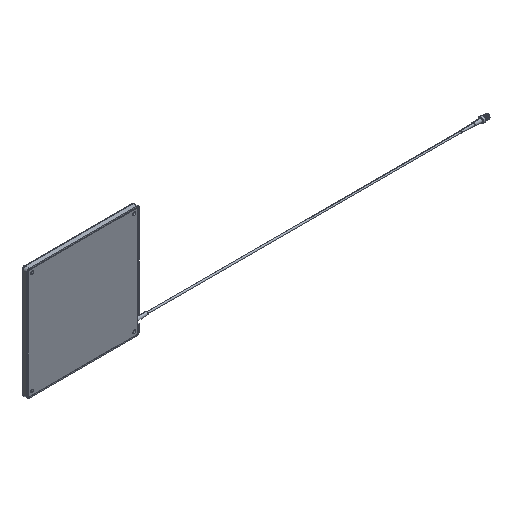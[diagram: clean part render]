
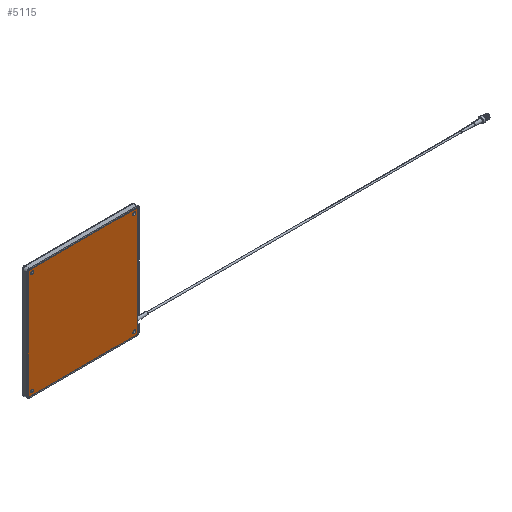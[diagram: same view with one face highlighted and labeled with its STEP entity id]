
A CAD part, isometric view. The second image highlights one B-rep face of the part: STEP entity #5115.
In plain terms, the highlighted planar face has unit normal (0, -1, 0).
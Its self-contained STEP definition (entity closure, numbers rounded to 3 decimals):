
#19 = CARTESIAN_POINT ( 'NONE',  ( 152., -0.25, -149.5 ) ) ;
#59 = FACE_BOUND ( 'NONE', #4457, .T. ) ;
#69 = EDGE_LOOP ( 'NONE', ( #1221, #6257 ) ) ;
#125 = FACE_BOUND ( 'NONE', #1688, .T. ) ;
#175 = AXIS2_PLACEMENT_3D ( 'NONE', #468, #426, #6209 ) ;
#178 = AXIS2_PLACEMENT_3D ( 'NONE', #4238, #1102, #382 ) ;
#233 = DIRECTION ( 'NONE',  ( 0., 0., 1. ) ) ;
#382 = DIRECTION ( 'NONE',  ( 0., 0., 1. ) ) ;
#390 = CARTESIAN_POINT ( 'NONE',  ( 152., -0.25, -149.5 ) ) ;
#426 = DIRECTION ( 'NONE',  ( 0., 1., 0. ) ) ;
#468 = CARTESIAN_POINT ( 'NONE',  ( 7., -0.25, -147. ) ) ;
#641 = CARTESIAN_POINT ( 'NONE',  ( 4.5, -0.25, -152. ) ) ;
#644 = VECTOR ( 'NONE', #3546, 1000. ) ;
#671 = DIRECTION ( 'NONE',  ( 0., 0., 1. ) ) ;
#759 = EDGE_CURVE ( 'NONE', #3872, #3160, #5826, .T. ) ;
#787 = EDGE_CURVE ( 'NONE', #6293, #4328, #3176, .T. ) ;
#839 = ORIENTED_EDGE ( 'NONE', *, *, #3258, .T. ) ;
#854 = AXIS2_PLACEMENT_3D ( 'NONE', #6002, #2032, #1404 ) ;
#920 = DIRECTION ( 'NONE',  ( 0., 0., 1. ) ) ;
#932 = CARTESIAN_POINT ( 'NONE',  ( 147., -0.25, -145. ) ) ;
#952 = CARTESIAN_POINT ( 'NONE',  ( 147., -0.25, -9. ) ) ;
#960 = VERTEX_POINT ( 'NONE', #5825 ) ;
#1026 = EDGE_CURVE ( 'NONE', #3853, #2254, #1301, .T. ) ;
#1052 = ORIENTED_EDGE ( 'NONE', *, *, #2426, .F. ) ;
#1058 = ORIENTED_EDGE ( 'NONE', *, *, #2252, .F. ) ;
#1079 = LINE ( 'NONE', #19, #3583 ) ;
#1102 = DIRECTION ( 'NONE',  ( 0., 1., 0. ) ) ;
#1108 = ORIENTED_EDGE ( 'NONE', *, *, #787, .F. ) ;
#1128 = CARTESIAN_POINT ( 'NONE',  ( 152., -0.25, -4.5 ) ) ;
#1200 = CARTESIAN_POINT ( 'NONE',  ( 149.5, -0.25, -4.5 ) ) ;
#1221 = ORIENTED_EDGE ( 'NONE', *, *, #1868, .T. ) ;
#1301 = CIRCLE ( 'NONE', #178, 2. ) ;
#1345 = DIRECTION ( 'NONE',  ( 0., 1., 0. ) ) ;
#1350 = EDGE_LOOP ( 'NONE', ( #1978, #3402 ) ) ;
#1404 = DIRECTION ( 'NONE',  ( 0., 0., 1. ) ) ;
#1435 = DIRECTION ( 'NONE',  ( 0., 0., 1. ) ) ;
#1476 = VERTEX_POINT ( 'NONE', #1840 ) ;
#1688 = EDGE_LOOP ( 'NONE', ( #4439, #839 ) ) ;
#1740 = DIRECTION ( 'NONE',  ( 0., 1., 0. ) ) ;
#1781 = EDGE_CURVE ( 'NONE', #6481, #4684, #3510, .T. ) ;
#1794 = CARTESIAN_POINT ( 'NONE',  ( 147., -0.25, -7. ) ) ;
#1800 = CIRCLE ( 'NONE', #2338, 2.5 ) ;
#1840 = CARTESIAN_POINT ( 'NONE',  ( 7., -0.25, -149. ) ) ;
#1868 = EDGE_CURVE ( 'NONE', #2254, #3853, #6244, .T. ) ;
#1974 = LINE ( 'NONE', #6243, #644 ) ;
#1978 = ORIENTED_EDGE ( 'NONE', *, *, #3800, .T. ) ;
#2032 = DIRECTION ( 'NONE',  ( 0., 1., 0. ) ) ;
#2050 = DIRECTION ( 'NONE',  ( 0., 0., -1. ) ) ;
#2070 = CARTESIAN_POINT ( 'NONE',  ( 7., -0.25, -9. ) ) ;
#2155 = AXIS2_PLACEMENT_3D ( 'NONE', #1794, #2370, #671 ) ;
#2195 = FACE_OUTER_BOUND ( 'NONE', #6108, .T. ) ;
#2221 = DIRECTION ( 'NONE',  ( 0., 0., 1. ) ) ;
#2226 = FACE_BOUND ( 'NONE', #1350, .T. ) ;
#2241 = DIRECTION ( 'NONE',  ( 0., 0., 1. ) ) ;
#2252 = EDGE_CURVE ( 'NONE', #4684, #2691, #1079, .T. ) ;
#2254 = VERTEX_POINT ( 'NONE', #5805 ) ;
#2335 = CARTESIAN_POINT ( 'NONE',  ( 7., -0.25, -7. ) ) ;
#2338 = AXIS2_PLACEMENT_3D ( 'NONE', #5016, #1345, #4492 ) ;
#2370 = DIRECTION ( 'NONE',  ( 0., 1., 0. ) ) ;
#2397 = CARTESIAN_POINT ( 'NONE',  ( 147., -0.25, -147. ) ) ;
#2426 = EDGE_CURVE ( 'NONE', #3984, #6293, #6637, .T. ) ;
#2557 = EDGE_CURVE ( 'NONE', #6623, #1476, #6102, .T. ) ;
#2558 = AXIS2_PLACEMENT_3D ( 'NONE', #2397, #3557, #233 ) ;
#2628 = DIRECTION ( 'NONE',  ( 0., 0., 1. ) ) ;
#2639 = CIRCLE ( 'NONE', #854, 2. ) ;
#2647 = ORIENTED_EDGE ( 'NONE', *, *, #5139, .F. ) ;
#2678 = CARTESIAN_POINT ( 'NONE',  ( 3.5, -0.25, -150.5 ) ) ;
#2691 = VERTEX_POINT ( 'NONE', #390 ) ;
#2702 = CARTESIAN_POINT ( 'NONE',  ( 7., -0.25, -145. ) ) ;
#2757 = ORIENTED_EDGE ( 'NONE', *, *, #6542, .T. ) ;
#2761 = DIRECTION ( 'NONE',  ( 0., 1., 0. ) ) ;
#2847 = VECTOR ( 'NONE', #2628, 1000. ) ;
#2894 = DIRECTION ( 'NONE',  ( 0., 1., 0. ) ) ;
#2950 = AXIS2_PLACEMENT_3D ( 'NONE', #4241, #3290, #4347 ) ;
#3148 = EDGE_CURVE ( 'NONE', #4167, #3984, #1974, .T. ) ;
#3160 = VERTEX_POINT ( 'NONE', #6208 ) ;
#3176 = LINE ( 'NONE', #6701, #2847 ) ;
#3183 = CIRCLE ( 'NONE', #175, 2. ) ;
#3258 = EDGE_CURVE ( 'NONE', #960, #6252, #4797, .T. ) ;
#3290 = DIRECTION ( 'NONE',  ( 0., 1., 0. ) ) ;
#3336 = CARTESIAN_POINT ( 'NONE',  ( 4.5, -0.25, -149.5 ) ) ;
#3361 = AXIS2_PLACEMENT_3D ( 'NONE', #3336, #5876, #2221 ) ;
#3402 = ORIENTED_EDGE ( 'NONE', *, *, #759, .T. ) ;
#3470 = CARTESIAN_POINT ( 'NONE',  ( 4.5, -0.25, -2. ) ) ;
#3510 = CIRCLE ( 'NONE', #5264, 2.5 ) ;
#3546 = DIRECTION ( 'NONE',  ( -1., 0., 0. ) ) ;
#3557 = DIRECTION ( 'NONE',  ( 0., 1., 0. ) ) ;
#3583 = VECTOR ( 'NONE', #2050, 1000. ) ;
#3773 = CARTESIAN_POINT ( 'NONE',  ( 149.5, -0.25, -2. ) ) ;
#3800 = EDGE_CURVE ( 'NONE', #3160, #3872, #2639, .T. ) ;
#3853 = VERTEX_POINT ( 'NONE', #952 ) ;
#3872 = VERTEX_POINT ( 'NONE', #2070 ) ;
#3874 = EDGE_CURVE ( 'NONE', #4328, #5168, #4280, .T. ) ;
#3944 = VECTOR ( 'NONE', #4860, 1000. ) ;
#3957 = EDGE_CURVE ( 'NONE', #5168, #6481, #5387, .T. ) ;
#3984 = VERTEX_POINT ( 'NONE', #641 ) ;
#4000 = CARTESIAN_POINT ( 'NONE',  ( 147., -0.25, -147. ) ) ;
#4157 = CARTESIAN_POINT ( 'NONE',  ( 149.5, -0.25, -152. ) ) ;
#4167 = VERTEX_POINT ( 'NONE', #4157 ) ;
#4238 = CARTESIAN_POINT ( 'NONE',  ( 147., -0.25, -7. ) ) ;
#4241 = CARTESIAN_POINT ( 'NONE',  ( 4.5, -0.25, -4.5 ) ) ;
#4264 = FACE_BOUND ( 'NONE', #69, .T. ) ;
#4280 = CIRCLE ( 'NONE', #2950, 2.5 ) ;
#4328 = VERTEX_POINT ( 'NONE', #4405 ) ;
#4347 = DIRECTION ( 'NONE',  ( 0., 0., 1. ) ) ;
#4405 = CARTESIAN_POINT ( 'NONE',  ( 2., -0.25, -4.5 ) ) ;
#4439 = ORIENTED_EDGE ( 'NONE', *, *, #5386, .T. ) ;
#4451 = AXIS2_PLACEMENT_3D ( 'NONE', #5799, #6275, #920 ) ;
#4457 = EDGE_LOOP ( 'NONE', ( #6284, #2757 ) ) ;
#4492 = DIRECTION ( 'NONE',  ( 0., 0., 1. ) ) ;
#4608 = AXIS2_PLACEMENT_3D ( 'NONE', #2335, #2894, #4992 ) ;
#4684 = VERTEX_POINT ( 'NONE', #1128 ) ;
#4797 = CIRCLE ( 'NONE', #6440, 2. ) ;
#4860 = DIRECTION ( 'NONE',  ( 1., 0., 0. ) ) ;
#4927 = ORIENTED_EDGE ( 'NONE', *, *, #3148, .F. ) ;
#4992 = DIRECTION ( 'NONE',  ( 0., 0., 1. ) ) ;
#5016 = CARTESIAN_POINT ( 'NONE',  ( 149.5, -0.25, -149.5 ) ) ;
#5085 = CARTESIAN_POINT ( 'NONE',  ( 2., -0.25, -149.5 ) ) ;
#5115 = ADVANCED_FACE ( 'NONE', ( #125, #59, #4264, #2226, #2195 ), #6496, .F. ) ;
#5139 = EDGE_CURVE ( 'NONE', #2691, #4167, #1800, .T. ) ;
#5168 = VERTEX_POINT ( 'NONE', #3470 ) ;
#5264 = AXIS2_PLACEMENT_3D ( 'NONE', #1200, #2761, #2241 ) ;
#5386 = EDGE_CURVE ( 'NONE', #6252, #960, #6830, .T. ) ;
#5387 = LINE ( 'NONE', #3773, #3944 ) ;
#5486 = ORIENTED_EDGE ( 'NONE', *, *, #1781, .F. ) ;
#5694 = CARTESIAN_POINT ( 'NONE',  ( 149.5, -0.25, -2. ) ) ;
#5766 = ORIENTED_EDGE ( 'NONE', *, *, #3874, .F. ) ;
#5799 = CARTESIAN_POINT ( 'NONE',  ( 7., -0.25, -147. ) ) ;
#5805 = CARTESIAN_POINT ( 'NONE',  ( 147., -0.25, -5. ) ) ;
#5825 = CARTESIAN_POINT ( 'NONE',  ( 147., -0.25, -149. ) ) ;
#5826 = CIRCLE ( 'NONE', #4608, 2. ) ;
#5876 = DIRECTION ( 'NONE',  ( 0., 1., 0. ) ) ;
#5948 = DIRECTION ( 'NONE',  ( 0., 0., 1. ) ) ;
#6002 = CARTESIAN_POINT ( 'NONE',  ( 7., -0.25, -7. ) ) ;
#6102 = CIRCLE ( 'NONE', #4451, 2. ) ;
#6108 = EDGE_LOOP ( 'NONE', ( #6789, #5766, #1108, #1052, #4927, #2647, #1058, #5486 ) ) ;
#6169 = DIRECTION ( 'NONE',  ( 0., 1., 0. ) ) ;
#6208 = CARTESIAN_POINT ( 'NONE',  ( 7., -0.25, -5. ) ) ;
#6209 = DIRECTION ( 'NONE',  ( 0., 0., 1. ) ) ;
#6243 = CARTESIAN_POINT ( 'NONE',  ( 4.5, -0.25, -152. ) ) ;
#6244 = CIRCLE ( 'NONE', #2155, 2. ) ;
#6252 = VERTEX_POINT ( 'NONE', #932 ) ;
#6257 = ORIENTED_EDGE ( 'NONE', *, *, #1026, .T. ) ;
#6275 = DIRECTION ( 'NONE',  ( 0., 1., 0. ) ) ;
#6284 = ORIENTED_EDGE ( 'NONE', *, *, #2557, .T. ) ;
#6293 = VERTEX_POINT ( 'NONE', #5085 ) ;
#6305 = AXIS2_PLACEMENT_3D ( 'NONE', #2678, #1740, #5948 ) ;
#6440 = AXIS2_PLACEMENT_3D ( 'NONE', #4000, #6169, #1435 ) ;
#6481 = VERTEX_POINT ( 'NONE', #5694 ) ;
#6496 = PLANE ( 'NONE',  #6305 ) ;
#6542 = EDGE_CURVE ( 'NONE', #1476, #6623, #3183, .T. ) ;
#6623 = VERTEX_POINT ( 'NONE', #2702 ) ;
#6637 = CIRCLE ( 'NONE', #3361, 2.5 ) ;
#6701 = CARTESIAN_POINT ( 'NONE',  ( 2., -0.25, -4.5 ) ) ;
#6789 = ORIENTED_EDGE ( 'NONE', *, *, #3957, .F. ) ;
#6830 = CIRCLE ( 'NONE', #2558, 2. ) ;
